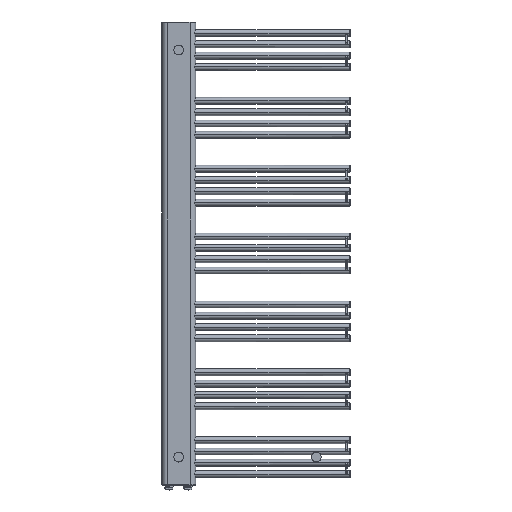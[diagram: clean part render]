
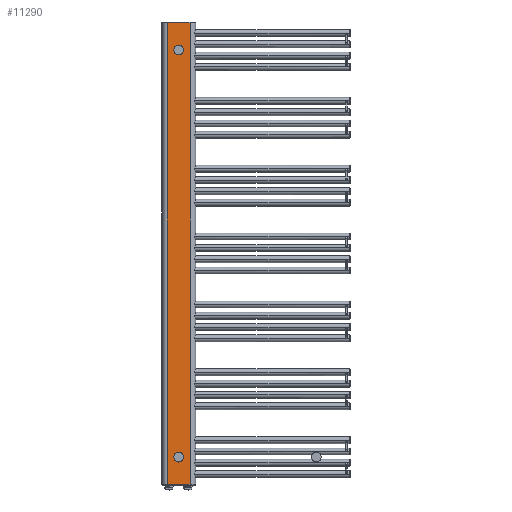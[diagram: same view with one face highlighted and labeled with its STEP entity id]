
A CAD part, top view. The second image highlights one B-rep face of the part: STEP entity #11290.
In plain terms, the highlighted planar face has unit normal (0, 0, 1).
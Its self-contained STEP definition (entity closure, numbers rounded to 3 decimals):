
#6535=DIRECTION('',(0.,1.,0.));
#6536=VECTOR('',#6535,1224.4);
#6537=CARTESIAN_POINT('',(75.,2.,15.));
#6538=LINE('',#6537,#6536);
#8239=DIRECTION('',(1.,0.,0.));
#8240=VECTOR('',#8239,60.);
#8241=CARTESIAN_POINT('',(15.,1226.4,15.));
#8242=LINE('',#8241,#8240);
#8246=DIRECTION('',(-1.,0.,0.));
#8247=VECTOR('',#8246,60.);
#8248=CARTESIAN_POINT('',(75.,2.,15.));
#8249=LINE('',#8248,#8247);
#8253=DIRECTION('',(0.,1.,0.));
#8254=VECTOR('',#8253,1224.4);
#8255=CARTESIAN_POINT('',(15.,2.,15.));
#8256=LINE('',#8255,#8254);
#8260=CARTESIAN_POINT('',(45.,1154.2,15.));
#8261=DIRECTION('',(0.,0.,1.));
#8262=DIRECTION('',(1.,0.,0.));
#8263=AXIS2_PLACEMENT_3D('',#8260,#8261,#8262);
#8268=CARTESIAN_POINT('',(45.,1154.2,15.));
#8269=DIRECTION('',(0.,0.,1.));
#8270=DIRECTION('',(-1.,0.,0.));
#8271=AXIS2_PLACEMENT_3D('',#8268,#8269,#8270);
#8276=CARTESIAN_POINT('',(45.,74.2,15.));
#8277=DIRECTION('',(0.,0.,1.));
#8278=DIRECTION('',(1.,0.,0.));
#8279=AXIS2_PLACEMENT_3D('',#8276,#8277,#8278);
#8284=CARTESIAN_POINT('',(45.,74.2,15.));
#8285=DIRECTION('',(0.,0.,1.));
#8286=DIRECTION('',(-1.,0.,0.));
#8287=AXIS2_PLACEMENT_3D('',#8284,#8285,#8286);
#8776=CARTESIAN_POINT('',(15.,1226.4,15.));
#8777=VERTEX_POINT('',#8776);
#8780=CARTESIAN_POINT('',(75.,1226.4,15.));
#8781=VERTEX_POINT('',#8780);
#8786=CARTESIAN_POINT('',(75.,2.,15.));
#8787=CARTESIAN_POINT('',(15.,2.,15.));
#8788=VERTEX_POINT('',#8786);
#8789=VERTEX_POINT('',#8787);
#8830=CARTESIAN_POINT('',(54.75,1154.2,15.));
#8831=CARTESIAN_POINT('',(35.25,1154.2,15.));
#8832=VERTEX_POINT('',#8830);
#8833=VERTEX_POINT('',#8831);
#8834=CARTESIAN_POINT('',(54.75,74.2,15.));
#8835=CARTESIAN_POINT('',(35.25,74.2,15.));
#8836=VERTEX_POINT('',#8834);
#8837=VERTEX_POINT('',#8835);
#11265=CARTESIAN_POINT('',(15.,0.,15.));
#11266=DIRECTION('',(0.,0.,1.));
#11267=DIRECTION('',(1.,0.,0.));
#11268=AXIS2_PLACEMENT_3D('',#11265,#11266,#11267);
#11269=PLANE('',#11268);
#11270=ORIENTED_EDGE('',*,*,#11259,.T.);
#11271=ORIENTED_EDGE('',*,*,#9295,.F.);
#11273=ORIENTED_EDGE('',*,*,#11272,.T.);
#11275=ORIENTED_EDGE('',*,*,#11274,.T.);
#11276=EDGE_LOOP('',(#11270,#11271,#11273,#11275));
#11277=FACE_OUTER_BOUND('',#11276,.F.);
#11279=ORIENTED_EDGE('',*,*,#11278,.T.);
#11281=ORIENTED_EDGE('',*,*,#11280,.T.);
#11282=EDGE_LOOP('',(#11279,#11281));
#11283=FACE_BOUND('',#11282,.F.);
#11285=ORIENTED_EDGE('',*,*,#11284,.T.);
#11287=ORIENTED_EDGE('',*,*,#11286,.T.);
#11288=EDGE_LOOP('',(#11285,#11287));
#11289=FACE_BOUND('',#11288,.F.);
#8264=CIRCLE('',#8263,9.75);
#8272=CIRCLE('',#8271,9.75);
#8280=CIRCLE('',#8279,9.75);
#8288=CIRCLE('',#8287,9.75);
#9295=EDGE_CURVE('',#8788,#8781,#6538,.T.);
#11259=EDGE_CURVE('',#8777,#8781,#8242,.T.);
#11272=EDGE_CURVE('',#8788,#8789,#8249,.T.);
#11274=EDGE_CURVE('',#8789,#8777,#8256,.T.);
#11278=EDGE_CURVE('',#8832,#8833,#8264,.T.);
#11280=EDGE_CURVE('',#8833,#8832,#8272,.T.);
#11284=EDGE_CURVE('',#8836,#8837,#8280,.T.);
#11286=EDGE_CURVE('',#8837,#8836,#8288,.T.);
#11290=ADVANCED_FACE('',(#11277,#11283,#11289),#11269,.T.);
